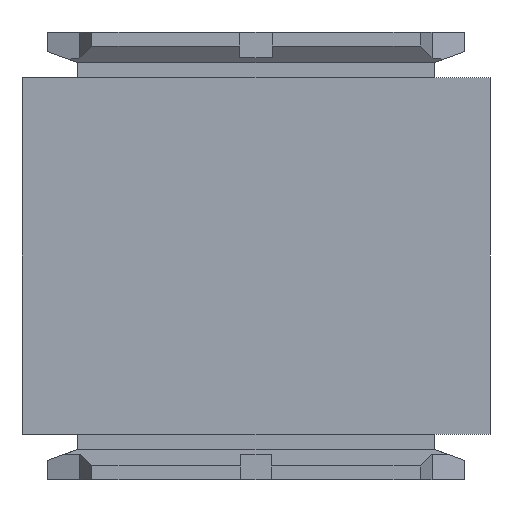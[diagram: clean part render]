
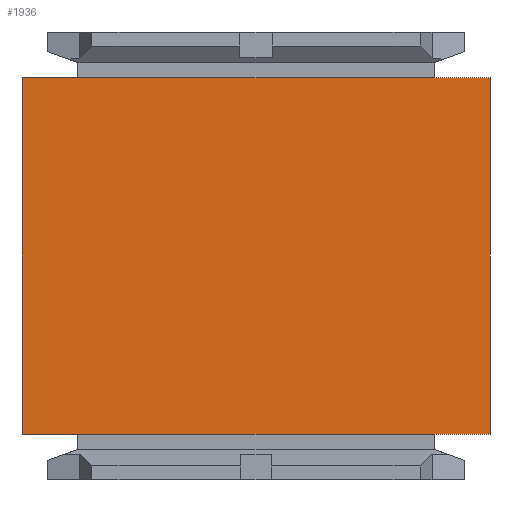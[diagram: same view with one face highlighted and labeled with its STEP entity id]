
A CAD part, left-side view. The second image highlights one B-rep face of the part: STEP entity #1936.
In plain terms, the highlighted planar face has unit normal (-1, 0, 0).
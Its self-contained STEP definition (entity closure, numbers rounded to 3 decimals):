
#169=LINE('',#2998,#421);
#170=LINE('',#3001,#422);
#171=LINE('',#3003,#423);
#172=LINE('',#3005,#424);
#421=VECTOR('',#2398,1000.);
#422=VECTOR('',#2399,1000.);
#423=VECTOR('',#2400,1000.);
#424=VECTOR('',#2401,1000.);
#552=PLANE('',#2079);
#809=ORIENTED_EDGE('',*,*,#1321,.T.);
#810=ORIENTED_EDGE('',*,*,#1322,.F.);
#811=ORIENTED_EDGE('',*,*,#1323,.F.);
#812=ORIENTED_EDGE('',*,*,#1324,.T.);
#1321=EDGE_CURVE('',#1562,#1563,#169,.T.);
#1322=EDGE_CURVE('',#1564,#1563,#170,.T.);
#1323=EDGE_CURVE('',#1565,#1564,#171,.T.);
#1324=EDGE_CURVE('',#1565,#1562,#172,.T.);
#1562=VERTEX_POINT('',#2999);
#1563=VERTEX_POINT('',#3000);
#1564=VERTEX_POINT('',#3002);
#1565=VERTEX_POINT('',#3004);
#1670=EDGE_LOOP('',(#809,#810,#811,#812));
#1800=FACE_BOUND('',#1670,.T.);
#1936=ADVANCED_FACE('',(#1800),#552,.F.);
#2079=AXIS2_PLACEMENT_3D('',#2997,#2396,#2397);
#2396=DIRECTION('',(1.,0.,0.));
#2397=DIRECTION('',(0.,0.,-1.));
#2398=DIRECTION('',(0.,0.,1.));
#2399=DIRECTION('',(0.,-1.,0.));
#2400=DIRECTION('',(0.,0.,1.));
#2401=DIRECTION('',(0.,-1.,0.));
#2997=CARTESIAN_POINT('',(-23.,23.,-17.5));
#2998=CARTESIAN_POINT('',(-23.,-23.,-17.5));
#2999=CARTESIAN_POINT('',(-23.,-23.,-17.5));
#3000=CARTESIAN_POINT('',(-23.,-23.,17.5));
#3001=CARTESIAN_POINT('',(-23.,23.,17.5));
#3002=CARTESIAN_POINT('',(-23.,23.,17.5));
#3003=CARTESIAN_POINT('',(-23.,23.,-17.5));
#3004=CARTESIAN_POINT('',(-23.,23.,-17.5));
#3005=CARTESIAN_POINT('',(-23.,23.,-17.5));
